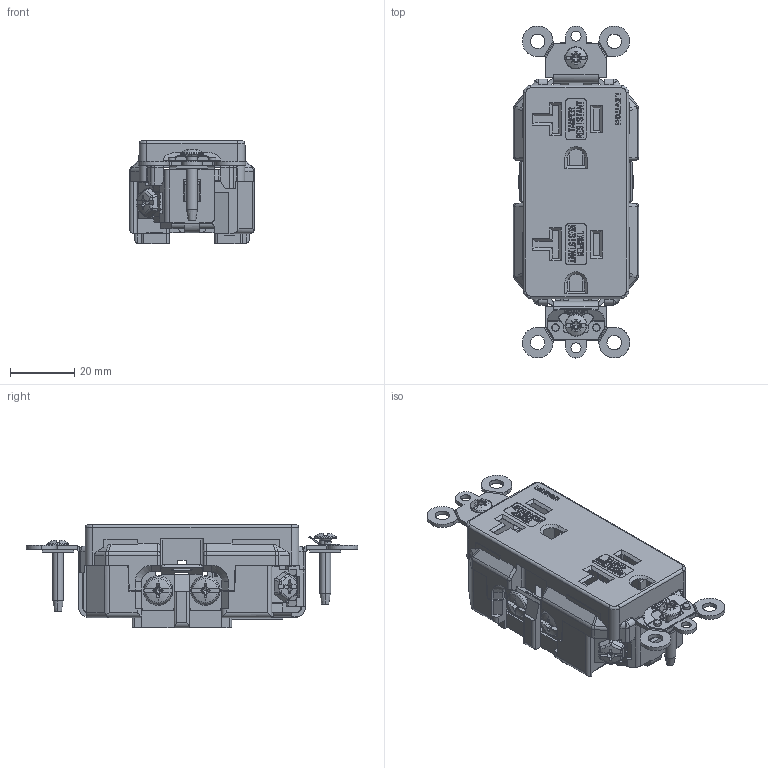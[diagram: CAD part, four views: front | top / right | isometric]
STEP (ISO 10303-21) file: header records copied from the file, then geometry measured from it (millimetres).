
FILE_DESCRIPTION (( 'STEP AP214' ), '1' );
FILE_NAME ('CATSTD-16362-SGX-M01.STEP', '2020-10-05T18:15:41', ( '' ), ( '' ), 'SwSTEP 2.0', 'SolidWorks 2020', '' );
FILE_SCHEMA (( 'AUTOMOTIVE_DESIGN' ));
Length unit declared in the file: inch
Products named in the file (1): CATSTD-16362-SGX-M01
Bounding box: 38.9 x 103.18 x 32.23 mm (x, y, z)
Volume: 18055.4 mm3; surface area: 29893.2 mm2
Topology: 15 solids, 15 shells, 2292 faces, 6294 edges, 4101 vertices
Faces by surface type: plane 1587, cylinder 414, cone 160, bspline 56, torus 51, sphere 24
Entity records: 107740 total; most frequent: CARTESIAN_POINT 20397, ORIENTED_EDGE 12556, DIRECTION 11095, EDGE_CURVE 6278, LINE 4395, VECTOR 4395, VERTEX_POINT 4101, AXIS2_PLACEMENT_3D 3350
